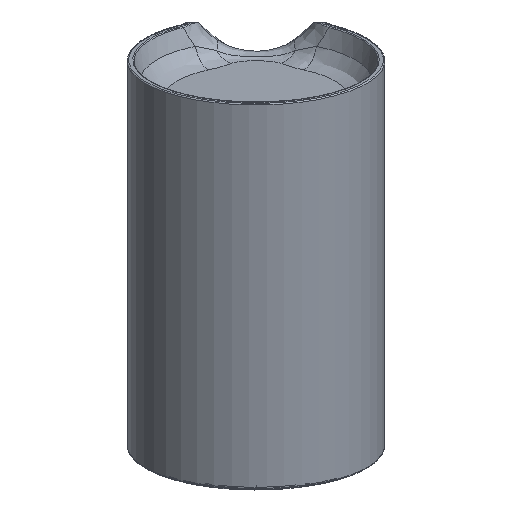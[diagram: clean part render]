
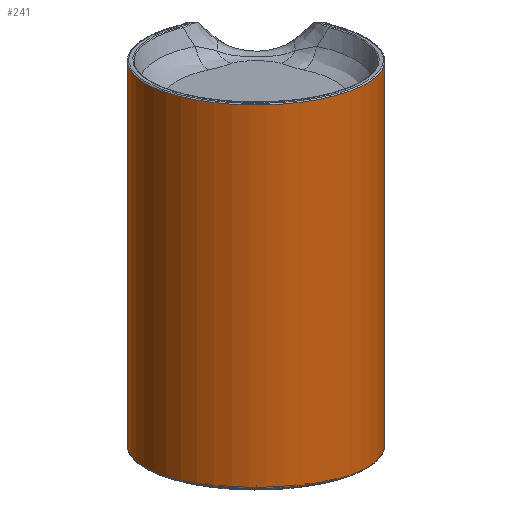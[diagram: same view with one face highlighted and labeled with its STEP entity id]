
A CAD part, top view. The second image highlights one B-rep face of the part: STEP entity #241.
In plain terms, the highlighted free-form (B-spline) face has degree [2, 1] with [9, 2] control points.
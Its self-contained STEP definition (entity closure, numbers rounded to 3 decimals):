
#241=ADVANCED_FACE('',(#402),#2570,.T.);
#402=FACE_OUTER_BOUND('',#573,.T.);
#573=EDGE_LOOP('',(#1265,#1266,#1267,#1268));
#1265=ORIENTED_EDGE('',*,*,#1717,.T.);
#1266=ORIENTED_EDGE('',*,*,#1589,.F.);
#1267=ORIENTED_EDGE('',*,*,#1664,.T.);
#1268=ORIENTED_EDGE('',*,*,#1653,.T.);
#1589=EDGE_CURVE('',#2372,#2374,#1905,.T.);
#1653=EDGE_CURVE('',#2411,#2413,#1943,.T.);
#1664=EDGE_CURVE('',#2372,#2411,#2116,.T.);
#1717=EDGE_CURVE('',#2413,#2374,#2147,.T.);
#1905=(
BOUNDED_CURVE()
B_SPLINE_CURVE(2,(#7862,#7863,#7864,#7865,#7866,#7867,#7868,#7869,#7870),
 .UNSPECIFIED.,.F.,.F.)
B_SPLINE_CURVE_WITH_KNOTS((3,2,2,2,3),(32.812,94.161,
155.509,216.857,278.205),.UNSPECIFIED.)
CURVE()
GEOMETRIC_REPRESENTATION_ITEM()
RATIONAL_B_SPLINE_CURVE((1.,0.814,1.,0.814,1.,0.814,
1.,0.814,1.))
REPRESENTATION_ITEM('')
);
#1943=(
BOUNDED_CURVE()
B_SPLINE_CURVE(2,(#8185,#8186,#8187,#8188,#8189,#8190,#8191,#8192,#8193),
 .UNSPECIFIED.,.F.,.F.)
B_SPLINE_CURVE_WITH_KNOTS((3,2,2,2,3),(32.812,94.161,
155.509,216.857,278.205),.UNSPECIFIED.)
CURVE()
GEOMETRIC_REPRESENTATION_ITEM()
RATIONAL_B_SPLINE_CURVE((1.,0.814,1.,0.814,1.,0.814,
1.,0.814,1.))
REPRESENTATION_ITEM('')
);
#2116=B_SPLINE_CURVE_WITH_KNOTS('',1,(#8226,#8227),.UNSPECIFIED.,.F.,.F.,
(2,2),(0.,158.627),.UNSPECIFIED.);
#2147=B_SPLINE_CURVE_WITH_KNOTS('',1,(#8510,#8511),.UNSPECIFIED.,.F.,.F.,
(2,2),(0.,158.627),.UNSPECIFIED.);
#2372=VERTEX_POINT('',#7298);
#2374=VERTEX_POINT('',#7300);
#2411=VERTEX_POINT('',#7337);
#2413=VERTEX_POINT('',#7339);
#2570=(
BOUNDED_SURFACE()
B_SPLINE_SURFACE(2,1,((#7082,#7083),(#7084,#7085),(#7086,#7087),(#7088,
#7089),(#7090,#7091),(#7092,#7093),(#7094,#7095),(#7096,#7097),(#7098,#7099)),
 .UNSPECIFIED.,.T.,.F.,.F.)
B_SPLINE_SURFACE_WITH_KNOTS((3,2,2,2,3),(2,2),(0.,78.54,157.08,
235.619,314.159),(0.,259.788),.UNSPECIFIED.)
GEOMETRIC_REPRESENTATION_ITEM()
RATIONAL_B_SPLINE_SURFACE(((1.,1.),(0.707,0.707),
(1.,1.),(0.707,0.707),(1.,1.),(0.707,
0.707),(1.,1.),(0.707,0.707),(1.,1.)))
REPRESENTATION_ITEM('')
SURFACE()
);
#7082=CARTESIAN_POINT('',(20.,199.36,87.399));
#7083=CARTESIAN_POINT('',(20.,-44.76,-1.454));
#7084=CARTESIAN_POINT('',(70.,199.36,87.399));
#7085=CARTESIAN_POINT('',(70.,-44.76,-1.454));
#7086=CARTESIAN_POINT('',(70.,182.259,134.384));
#7087=CARTESIAN_POINT('',(70.,-61.861,45.531));
#7088=CARTESIAN_POINT('',(70.,165.158,181.368));
#7089=CARTESIAN_POINT('',(70.,-78.962,92.516));
#7090=CARTESIAN_POINT('',(20.,165.158,181.368));
#7091=CARTESIAN_POINT('',(20.,-78.962,92.516));
#7092=CARTESIAN_POINT('',(-30.,165.158,181.368));
#7093=CARTESIAN_POINT('',(-30.,-78.962,92.516));
#7094=CARTESIAN_POINT('',(-30.,182.259,134.384));
#7095=CARTESIAN_POINT('',(-30.,-61.861,45.531));
#7096=CARTESIAN_POINT('',(-30.,199.36,87.399));
#7097=CARTESIAN_POINT('',(-30.,-44.76,-1.454));
#7098=CARTESIAN_POINT('',(20.,199.36,87.399));
#7099=CARTESIAN_POINT('',(20.,-44.76,-1.454));
#7298=CARTESIAN_POINT('',(-10.769,148.209,80.05));
#7300=CARTESIAN_POINT('',(50.769,148.209,80.05));
#7337=CARTESIAN_POINT('',(-10.769,-0.852,25.796));
#7339=CARTESIAN_POINT('',(50.769,-0.852,25.796));
#7862=CARTESIAN_POINT('',(-10.769,148.209,80.05));
#7863=CARTESIAN_POINT('',(-38.886,140.701,100.677));
#7864=CARTESIAN_POINT('',(-27.279,129.164,132.373));
#7865=CARTESIAN_POINT('',(-15.671,117.628,164.069));
#7866=CARTESIAN_POINT('',(20.,117.628,164.069));
#7867=CARTESIAN_POINT('',(55.671,117.628,164.069));
#7868=CARTESIAN_POINT('',(67.279,129.164,132.373));
#7869=CARTESIAN_POINT('',(78.886,140.701,100.677));
#7870=CARTESIAN_POINT('',(50.769,148.209,80.05));
#8185=CARTESIAN_POINT('',(-10.769,-0.852,25.796));
#8186=CARTESIAN_POINT('',(-38.886,-8.359,46.424));
#8187=CARTESIAN_POINT('',(-27.279,-19.896,78.119));
#8188=CARTESIAN_POINT('',(-15.671,-31.432,109.815));
#8189=CARTESIAN_POINT('',(20.,-31.432,109.815));
#8190=CARTESIAN_POINT('',(55.671,-31.432,109.815));
#8191=CARTESIAN_POINT('',(67.279,-19.896,78.119));
#8192=CARTESIAN_POINT('',(78.886,-8.359,46.424));
#8193=CARTESIAN_POINT('',(50.769,-0.852,25.796));
#8226=CARTESIAN_POINT('',(-10.769,148.209,80.05));
#8227=CARTESIAN_POINT('',(-10.769,-0.852,25.796));
#8510=CARTESIAN_POINT('',(50.769,-0.852,25.796));
#8511=CARTESIAN_POINT('',(50.769,148.209,80.05));
